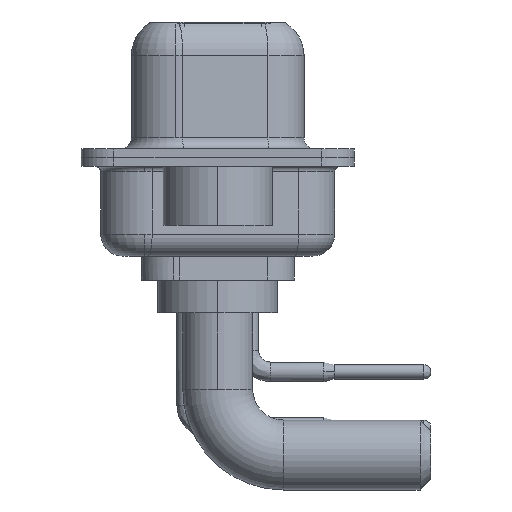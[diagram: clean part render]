
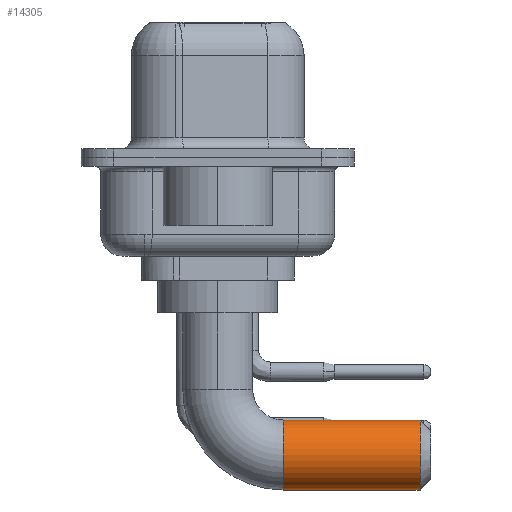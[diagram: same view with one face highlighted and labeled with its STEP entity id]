
A CAD part, left-side view. The second image highlights one B-rep face of the part: STEP entity #14305.
In plain terms, the highlighted cylindrical face has radius 1.6 mm (diameter 3.2 mm), a partial arc.
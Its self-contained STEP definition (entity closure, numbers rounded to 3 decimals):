
#362 = EDGE_CURVE ( 'NONE', #9871, #6318, #5661, .T. ) ;
#489 = CYLINDRICAL_SURFACE ( 'NONE', #9182, 1.6 ) ;
#649 = DIRECTION ( 'NONE',  ( 0., -1., 0. ) ) ;
#1800 = CIRCLE ( 'NONE', #19679, 1.6 ) ;
#2180 = FACE_OUTER_BOUND ( 'NONE', #5251, .T. ) ;
#2347 = EDGE_CURVE ( 'NONE', #9871, #3540, #1800, .T. ) ;
#2872 = DIRECTION ( 'NONE',  ( -1., 0., 0. ) ) ;
#3540 = VERTEX_POINT ( 'NONE', #19614 ) ;
#4120 = EDGE_CURVE ( 'NONE', #19069, #6318, #5030, .T. ) ;
#4170 = CARTESIAN_POINT ( 'NONE',  ( 0., -3., -4.9 ) ) ;
#5030 = CIRCLE ( 'NONE', #7736, 1.6 ) ;
#5251 = EDGE_LOOP ( 'NONE', ( #15460, #7161, #18323, #15232 ) ) ;
#5568 = CARTESIAN_POINT ( 'NONE',  ( 0., -3., -6.5 ) ) ;
#5661 = LINE ( 'NONE', #4170, #18412 ) ;
#6115 = VECTOR ( 'NONE', #649, 1000. ) ;
#6318 = VERTEX_POINT ( 'NONE', #7855 ) ;
#6531 = CARTESIAN_POINT ( 'NONE',  ( 0., -9.25, -8.1 ) ) ;
#7161 = ORIENTED_EDGE ( 'NONE', *, *, #2347, .T. ) ;
#7368 = DIRECTION ( 'NONE',  ( 0., -1., 0. ) ) ;
#7639 = CARTESIAN_POINT ( 'NONE',  ( 0., -3., -6.5 ) ) ;
#7736 = AXIS2_PLACEMENT_3D ( 'NONE', #11995, #8836, #10123 ) ;
#7855 = CARTESIAN_POINT ( 'NONE',  ( 0., -9.25, -4.9 ) ) ;
#8836 = DIRECTION ( 'NONE',  ( 0., 1., 0. ) ) ;
#9182 = AXIS2_PLACEMENT_3D ( 'NONE', #5568, #7368, #16859 ) ;
#9448 = DIRECTION ( 'NONE',  ( 0., -1., 0. ) ) ;
#9871 = VERTEX_POINT ( 'NONE', #11931 ) ;
#10123 = DIRECTION ( 'NONE',  ( 0., 0., -1. ) ) ;
#11863 = LINE ( 'NONE', #18273, #6115 ) ;
#11931 = CARTESIAN_POINT ( 'NONE',  ( 0., -3., -4.9 ) ) ;
#11995 = CARTESIAN_POINT ( 'NONE',  ( 0., -9.25, -6.5 ) ) ;
#12201 = EDGE_CURVE ( 'NONE', #3540, #19069, #11863, .T. ) ;
#14305 = ADVANCED_FACE ( 'NONE', ( #2180 ), #489, .T. ) ;
#15232 = ORIENTED_EDGE ( 'NONE', *, *, #4120, .T. ) ;
#15370 = DIRECTION ( 'NONE',  ( 0., -1., 0. ) ) ;
#15460 = ORIENTED_EDGE ( 'NONE', *, *, #362, .F. ) ;
#16859 = DIRECTION ( 'NONE',  ( 0., 0., -1. ) ) ;
#18273 = CARTESIAN_POINT ( 'NONE',  ( 0., -3., -8.1 ) ) ;
#18323 = ORIENTED_EDGE ( 'NONE', *, *, #12201, .T. ) ;
#18412 = VECTOR ( 'NONE', #15370, 1000. ) ;
#19069 = VERTEX_POINT ( 'NONE', #6531 ) ;
#19614 = CARTESIAN_POINT ( 'NONE',  ( 0., -3., -8.1 ) ) ;
#19679 = AXIS2_PLACEMENT_3D ( 'NONE', #7639, #9448, #2872 ) ;
